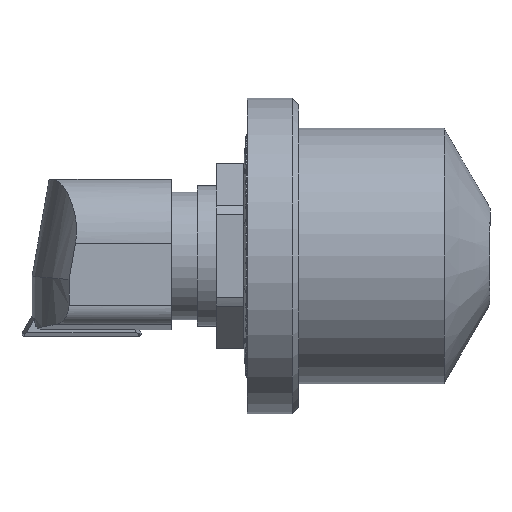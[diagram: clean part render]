
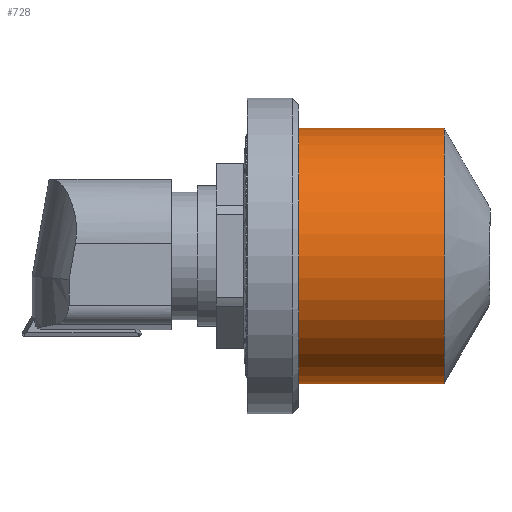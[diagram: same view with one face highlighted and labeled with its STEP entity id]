
A CAD part, front view. The second image highlights one B-rep face of the part: STEP entity #728.
In plain terms, the highlighted cylindrical face has radius 9.996 mm (diameter 19.993 mm), a full revolution.
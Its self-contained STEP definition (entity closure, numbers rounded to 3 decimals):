
#210=FACE_BOUND('',#1361,.T.);
#211=FACE_BOUND('',#1362,.T.);
#261=CIRCLE('',#6235,9.997);
#263=CIRCLE('',#6239,9.997);
#728=ADVANCED_FACE('',(#210,#211),#1009,.T.);
#1009=CYLINDRICAL_SURFACE('',#6240,9.997);
#1361=EDGE_LOOP('',(#2890));
#1362=EDGE_LOOP('',(#2891));
#2890=ORIENTED_EDGE('',*,*,#5119,.F.);
#2891=ORIENTED_EDGE('',*,*,#5121,.T.);
#4509=VERTEX_POINT('',#8503);
#4511=VERTEX_POINT('',#8509);
#5119=EDGE_CURVE('',#4509,#4509,#261,.T.);
#5121=EDGE_CURVE('',#4511,#4511,#263,.T.);
#6235=AXIS2_PLACEMENT_3D('',#8502,#6887,#6888);
#6239=AXIS2_PLACEMENT_3D('',#8508,#6895,#6896);
#6240=AXIS2_PLACEMENT_3D('',#8510,#6897,#6898);
#6887=DIRECTION('',(1.,0.,0.));
#6888=DIRECTION('',(0.,0.,1.));
#6895=DIRECTION('',(1.,0.,0.));
#6896=DIRECTION('',(0.,0.,-1.));
#6897=DIRECTION('',(1.,0.,0.));
#6898=DIRECTION('',(0.,0.,1.));
#8502=CARTESIAN_POINT('',(11.398,0.,0.));
#8503=CARTESIAN_POINT('',(11.398,0.,9.996));
#8508=CARTESIAN_POINT('',(0.,0.,0.));
#8509=CARTESIAN_POINT('',(0.,0.,-9.997));
#8510=CARTESIAN_POINT('',(87.976,0.,0.));
